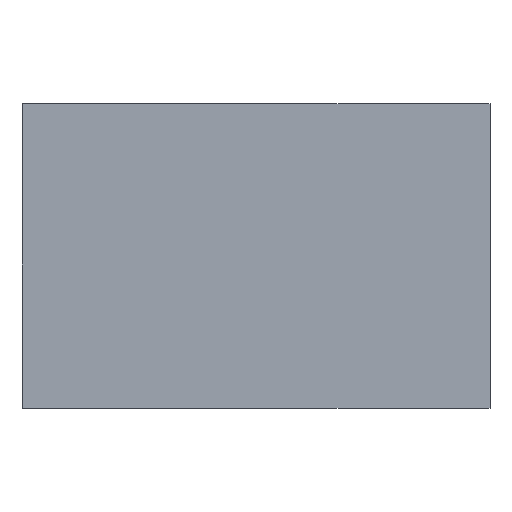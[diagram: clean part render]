
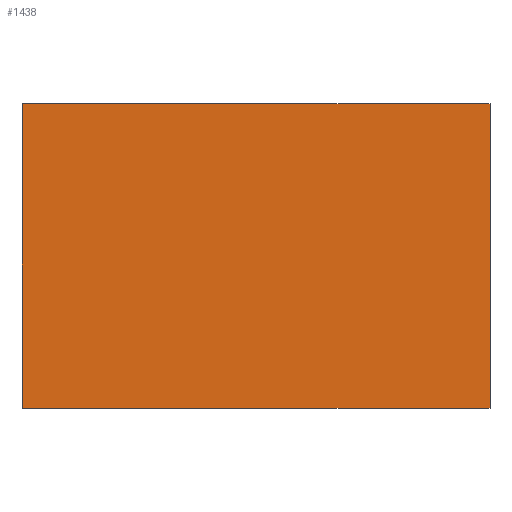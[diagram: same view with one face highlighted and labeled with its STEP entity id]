
A CAD part, top view. The second image highlights one B-rep face of the part: STEP entity #1438.
In plain terms, the highlighted planar face has unit normal (0, 0, 1).
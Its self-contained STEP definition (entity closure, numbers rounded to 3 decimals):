
#1402=AXIS2_PLACEMENT_3D('Plane Axis2P3D',#1399,#1400,#1401) ;
#1399=CARTESIAN_POINT('Axis2P3D Location',(7.525,0.,3.135)) ;
#1404=CARTESIAN_POINT('Line Origine',(0.,4.9,3.135)) ;
#1408=CARTESIAN_POINT('Vertex',(0.,9.8,3.135)) ;
#1410=CARTESIAN_POINT('Vertex',(0.,0.,3.135)) ;
#1413=CARTESIAN_POINT('Line Origine',(7.525,0.,3.135)) ;
#1417=CARTESIAN_POINT('Vertex',(15.05,0.,3.135)) ;
#1420=CARTESIAN_POINT('Line Origine',(15.05,4.9,3.135)) ;
#1424=CARTESIAN_POINT('Vertex',(15.05,9.8,3.135)) ;
#1427=CARTESIAN_POINT('Line Origine',(7.525,9.8,3.135)) ;
#1400=DIRECTION('Axis2P3D Direction',(0.,-0.,1.)) ;
#1401=DIRECTION('Axis2P3D XDirection',(0.,1.,0.)) ;
#1405=DIRECTION('Vector Direction',(0.,1.,0.)) ;
#1414=DIRECTION('Vector Direction',(-1.,0.,0.)) ;
#1421=DIRECTION('Vector Direction',(0.,1.,0.)) ;
#1428=DIRECTION('Vector Direction',(-1.,0.,0.)) ;
#1406=VECTOR('Line Direction',#1405,1.) ;
#1415=VECTOR('Line Direction',#1414,1.) ;
#1422=VECTOR('Line Direction',#1421,1.) ;
#1429=VECTOR('Line Direction',#1428,1.) ;
#1433=ORIENTED_EDGE('',*,*,#1412,.T.) ;
#1434=ORIENTED_EDGE('',*,*,#1419,.F.) ;
#1435=ORIENTED_EDGE('',*,*,#1426,.F.) ;
#1436=ORIENTED_EDGE('',*,*,#1431,.T.) ;
#1438=ADVANCED_FACE('S3D - gedreht',(#1437),#1403,.T.) ;
#1412=EDGE_CURVE('',#1409,#1411,#1407,.F.) ;
#1419=EDGE_CURVE('',#1418,#1411,#1416,.T.) ;
#1426=EDGE_CURVE('',#1425,#1418,#1423,.F.) ;
#1431=EDGE_CURVE('',#1425,#1409,#1430,.T.) ;
#1432=EDGE_LOOP('',(#1433,#1434,#1435,#1436)) ;
#1437=FACE_OUTER_BOUND('',#1432,.T.) ;
#1407=LINE('Line',#1404,#1406) ;
#1416=LINE('Line',#1413,#1415) ;
#1423=LINE('Line',#1420,#1422) ;
#1430=LINE('Line',#1427,#1429) ;
#1403=PLANE('',#1402) ;
#1409=VERTEX_POINT('',#1408) ;
#1411=VERTEX_POINT('',#1410) ;
#1418=VERTEX_POINT('',#1417) ;
#1425=VERTEX_POINT('',#1424) ;
